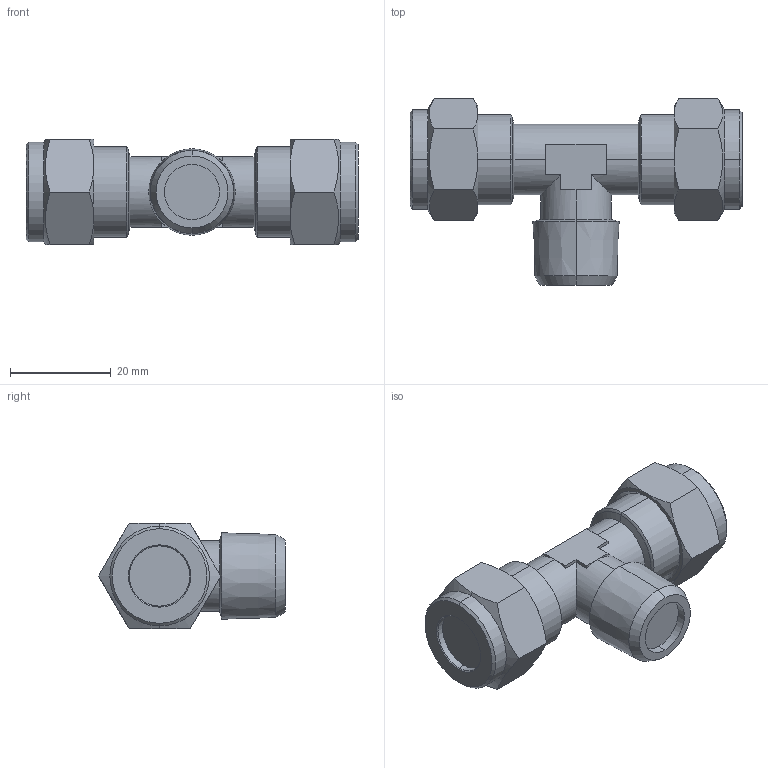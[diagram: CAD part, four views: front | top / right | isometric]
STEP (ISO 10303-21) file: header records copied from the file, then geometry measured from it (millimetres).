
FILE_DESCRIPTION (( 'STEP AP214' ), '1' );
FILE_NAME ('1022000011.step', '2013-02-25T17:11:55', ( '' ), ( '' ), 'SwSTEP 2.0', 'SolidWorks 2012', '' );
FILE_SCHEMA (( 'AUTOMOTIVE_DESIGN' ));
Length unit declared in the file: millimetre
Products named in the file (1): 1022000011
Bounding box: 66 x 37.12 x 21 mm (x, y, z)
Volume: 20281.6 mm3; surface area: 6182.7 mm2
Topology: 1 solids, 1 shells, 107 faces, 236 edges, 136 vertices
Faces by surface type: plane 44, cone 40, cylinder 19, torus 4
Entity records: 3162 total; most frequent: CARTESIAN_POINT 766, DIRECTION 496, ORIENTED_EDGE 472, EDGE_CURVE 236, AXIS2_PLACEMENT_3D 194, VERTEX_POINT 136, EDGE_LOOP 112, VECTOR 108
